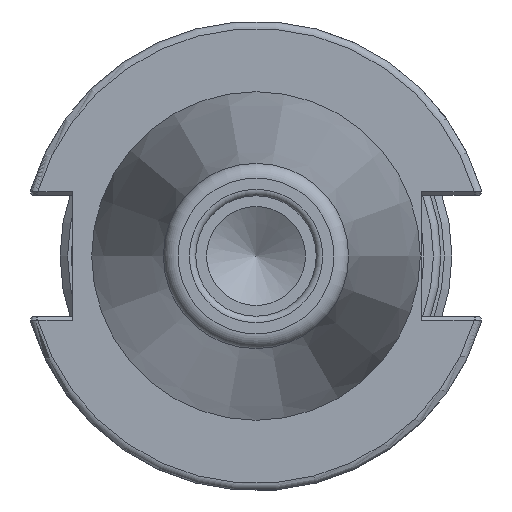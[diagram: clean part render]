
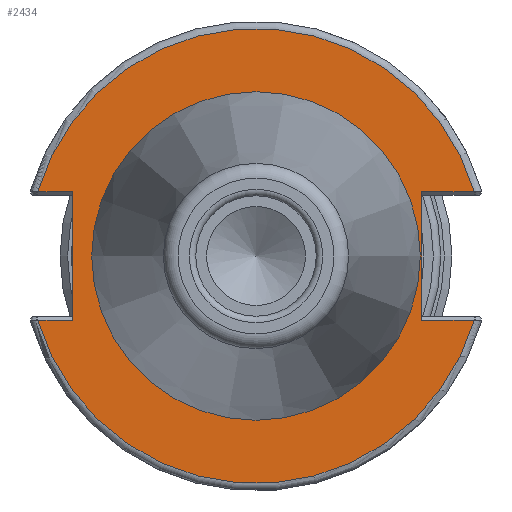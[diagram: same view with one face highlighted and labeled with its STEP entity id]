
A CAD part, left-side view. The second image highlights one B-rep face of the part: STEP entity #2434.
In plain terms, the highlighted planar face has unit normal (-1, 0, 0).
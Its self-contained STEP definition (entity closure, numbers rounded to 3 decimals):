
#142=FACE_BOUND('',#663,.T.);
#203=LINE('',#3986,#345);
#205=LINE('',#4054,#347);
#206=LINE('',#4056,#348);
#207=LINE('',#4060,#349);
#208=LINE('',#4062,#350);
#209=LINE('',#4063,#351);
#345=VECTOR('',#3174,10.);
#347=VECTOR('',#3192,10.);
#348=VECTOR('',#3193,10.);
#349=VECTOR('',#3196,10.);
#350=VECTOR('',#3197,10.);
#351=VECTOR('',#3198,10.);
#522=FACE_OUTER_BOUND('',#662,.T.);
#662=EDGE_LOOP('',(#1889,#1890,#1891,#1892,#1893,#1894,#1895,#1896));
#663=EDGE_LOOP('',(#1897,#1898));
#846=CIRCLE('',#2687,30.775);
#847=CIRCLE('',#2689,30.775);
#848=CIRCLE('',#2690,22.225);
#849=CIRCLE('',#2691,22.225);
#1035=VERTEX_POINT('',#3979);
#1038=VERTEX_POINT('',#3984);
#1044=VERTEX_POINT('',#4032);
#1046=VERTEX_POINT('',#4053);
#1047=VERTEX_POINT('',#4055);
#1048=VERTEX_POINT('',#4057);
#1049=VERTEX_POINT('',#4059);
#1050=VERTEX_POINT('',#4061);
#1051=VERTEX_POINT('',#4064);
#1052=VERTEX_POINT('',#4065);
#1345=EDGE_CURVE('',#1038,#1035,#203,.T.);
#1355=EDGE_CURVE('',#1035,#1044,#846,.T.);
#1358=EDGE_CURVE('',#1038,#1046,#205,.T.);
#1359=EDGE_CURVE('',#1047,#1046,#206,.T.);
#1360=EDGE_CURVE('',#1048,#1047,#847,.T.);
#1361=EDGE_CURVE('',#1049,#1048,#207,.T.);
#1362=EDGE_CURVE('',#1049,#1050,#208,.T.);
#1363=EDGE_CURVE('',#1044,#1050,#209,.T.);
#1364=EDGE_CURVE('',#1051,#1052,#848,.T.);
#1365=EDGE_CURVE('',#1052,#1051,#849,.T.);
#1889=ORIENTED_EDGE('',*,*,#1345,.F.);
#1890=ORIENTED_EDGE('',*,*,#1358,.T.);
#1891=ORIENTED_EDGE('',*,*,#1359,.F.);
#1892=ORIENTED_EDGE('',*,*,#1360,.F.);
#1893=ORIENTED_EDGE('',*,*,#1361,.F.);
#1894=ORIENTED_EDGE('',*,*,#1362,.T.);
#1895=ORIENTED_EDGE('',*,*,#1363,.F.);
#1896=ORIENTED_EDGE('',*,*,#1355,.F.);
#1897=ORIENTED_EDGE('',*,*,#1364,.T.);
#1898=ORIENTED_EDGE('',*,*,#1365,.T.);
#2346=PLANE('',#2688);
#2434=ADVANCED_FACE('',(#522,#142),#2346,.T.);
#2687=AXIS2_PLACEMENT_3D('',#4033,#3188,#3189);
#2688=AXIS2_PLACEMENT_3D('',#4052,#3190,#3191);
#2689=AXIS2_PLACEMENT_3D('',#4058,#3194,#3195);
#2690=AXIS2_PLACEMENT_3D('',#4066,#3199,#3200);
#2691=AXIS2_PLACEMENT_3D('',#4067,#3201,#3202);
#3174=DIRECTION('',(0.,-1.,0.));
#3188=DIRECTION('center_axis',(1.,0.,0.));
#3189=DIRECTION('ref_axis',(0.,0.,-1.));
#3190=DIRECTION('center_axis',(-1.,0.,0.));
#3191=DIRECTION('ref_axis',(0.,0.,1.));
#3192=DIRECTION('',(0.,0.,1.));
#3193=DIRECTION('',(0.,1.,0.));
#3194=DIRECTION('center_axis',(1.,0.,0.));
#3195=DIRECTION('ref_axis',(0.,0.,-1.));
#3196=DIRECTION('',(0.,1.,0.));
#3197=DIRECTION('',(0.,0.,-1.));
#3198=DIRECTION('',(0.,-1.,0.));
#3199=DIRECTION('center_axis',(1.,0.,0.));
#3200=DIRECTION('ref_axis',(0.,0.,-1.));
#3201=DIRECTION('center_axis',(1.,0.,0.));
#3202=DIRECTION('ref_axis',(0.,0.,-1.));
#3979=CARTESIAN_POINT('',(3.175,-29.523,-8.69));
#3984=CARTESIAN_POINT('',(3.175,-22.41,-8.69));
#3986=CARTESIAN_POINT('',(3.175,-4.878,-8.69));
#4032=CARTESIAN_POINT('',(3.175,29.523,-8.69));
#4033=CARTESIAN_POINT('Origin',(3.175,0.,
0.));
#4052=CARTESIAN_POINT('Origin',(3.175,30.775,0.));
#4053=CARTESIAN_POINT('',(3.175,-22.41,8.69));
#4054=CARTESIAN_POINT('',(3.175,-22.41,-4.095));
#4055=CARTESIAN_POINT('',(3.175,-29.523,8.69));
#4056=CARTESIAN_POINT('',(3.175,4.182,8.69));
#4057=CARTESIAN_POINT('',(3.175,29.523,8.69));
#4058=CARTESIAN_POINT('Origin',(3.175,0.,
0.));
#4059=CARTESIAN_POINT('',(3.175,24.8,8.69));
#4060=CARTESIAN_POINT('',(3.175,32.958,8.69));
#4061=CARTESIAN_POINT('',(3.175,24.8,-8.69));
#4062=CARTESIAN_POINT('',(3.175,24.8,4.095));
#4063=CARTESIAN_POINT('',(3.175,27.788,-8.69));
#4064=CARTESIAN_POINT('',(3.175,22.225,0.));
#4065=CARTESIAN_POINT('',(3.175,-22.225,0.));
#4066=CARTESIAN_POINT('Origin',(3.175,0.,
0.));
#4067=CARTESIAN_POINT('Origin',(3.175,0.,
0.));
